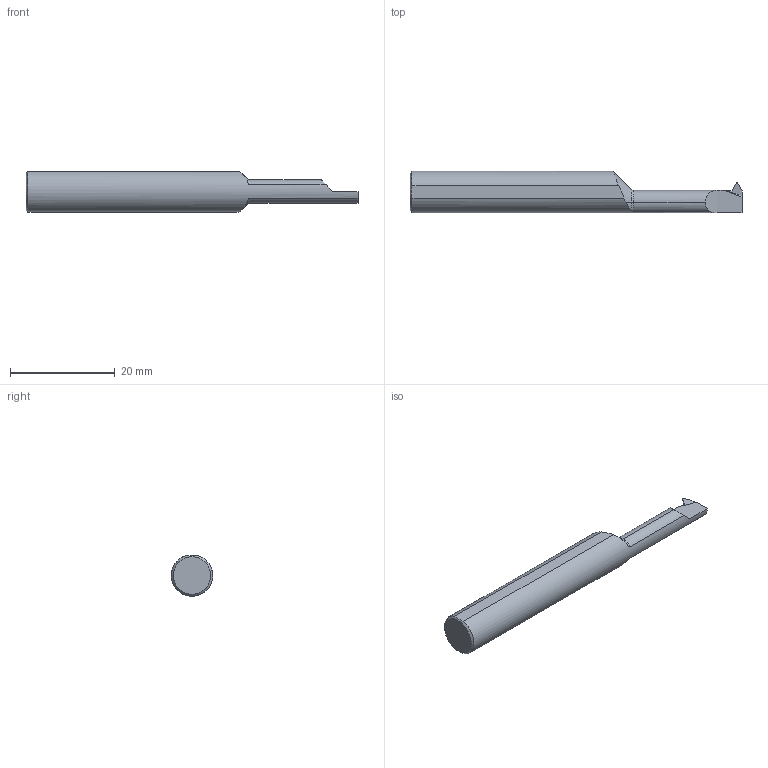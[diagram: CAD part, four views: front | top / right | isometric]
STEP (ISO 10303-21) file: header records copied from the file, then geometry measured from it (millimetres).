
FILE_DESCRIPTION (( 'STEP AP203' ), '1' );
FILE_NAME ('230769-TTQ230750.STEP', '2025-04-18T18:43:06', ( '' ), ( '' ), 'SwSTEP 2.0', 'SolidWorks 2024', '' );
FILE_SCHEMA (( 'CONFIG_CONTROL_DESIGN' ));
Length unit declared in the file: inch
Products named in the file (1): 230769-TTQ230750
Bounding box: 63.5 x 7.93 x 7.75 mm (x, y, z)
Volume: 2313.5 mm3; surface area: 1393.9 mm2
Topology: 1 solids, 1 shells, 29 faces, 76 edges, 49 vertices
Faces by surface type: plane 14, cone 6, cylinder 6, torus 3
Entity records: 1032 total; most frequent: CARTESIAN_POINT 272, ORIENTED_EDGE 152, DIRECTION 133, EDGE_CURVE 76, VERTEX_POINT 49, AXIS2_PLACEMENT_3D 48, VECTOR 37, LINE 37
